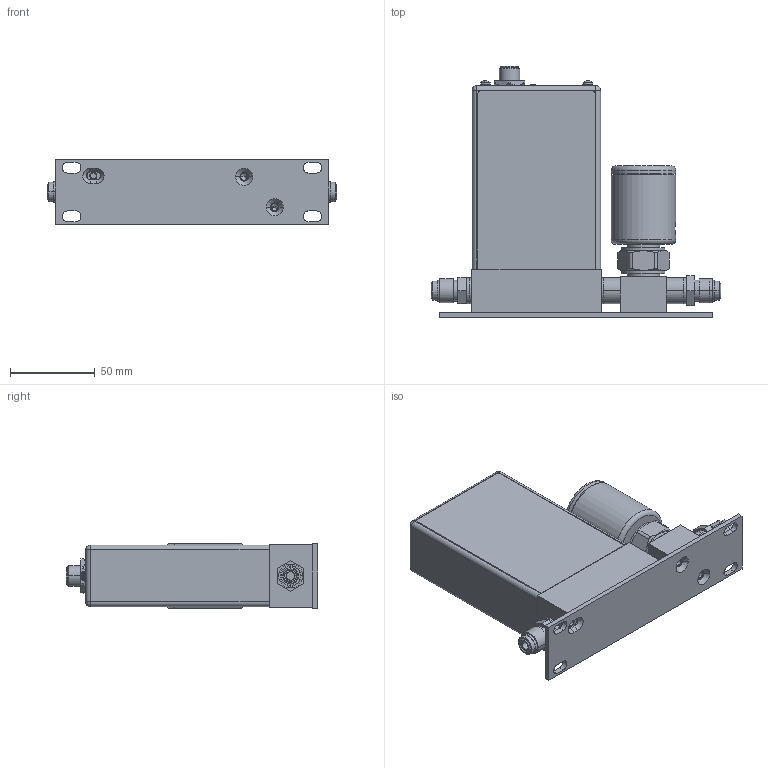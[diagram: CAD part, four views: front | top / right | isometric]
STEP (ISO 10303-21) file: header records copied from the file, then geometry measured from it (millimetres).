
FILE_DESCRIPTION((''),'2;1');
FILE_NAME('1040814_W-VALVE_DNET_ASM','2012-07-11T',('cockrofm'),('MKS Instruments, Inc.'),'PRO/ENGINEER BY PARAMETRIC TECHNOLOGY CORPORATION, 2009060','PRO/ENGINEER BY PARAMETRIC TECHNOLOGY CORPORATION, 2009060','');
FILE_SCHEMA(('CONFIG_CONTROL_DESIGN'));
Length unit declared in the file: inch
Products named in the file (30): 119000_MNTG-PLATE; 1041553_FLOWBODY_NOT-USED; 116407-P1; 120405_SOLENOID-NO-WIRES_ASM; 1041560_BRACKET; 1041561_BRACKET; 1042117_DNET_MAIN_BD; 110-8017_CONN-2POS-SINGLE; 1041767_LED; 110-0187-3-PIN-HEADER; 1041769_LED; 1038688_CONN_RJ45; 1014224_SWITCH; 1003675_SWITCH; 1032904_DNET-CONN; 072-8550_MJTP1236E; 1042118_DNET_MAIN_BD_ASM; 1042450_ENCLOSURE; 133675_DNET_CONN_NUT; 1042639_LABEL; 160-3700; 1011702-002_4-40_PAN-HD-SEMS; 160-9715; 1043970_LABEL_TOP_DNET; 117328-G1_ASM; 1040814_DNET_NO_OUTLET_FITTING_ASM; 116653-P1_FULL-VALVE; 116475_FTG-4VCR-PLUG; 116158-P2_FTTNG-SWGLCK; 1040814_W-VALVE_DNET_ASM
Assembly tree (36 placements, depth 4):
  1040814_W-VALVE_DNET_ASM
    119000_MNTG-PLATE
    1040814_DNET_NO_OUTLET_FITTING_ASM
      1041553_FLOWBODY_NOT-USED
      116407-P1
      120405_SOLENOID-NO-WIRES_ASM
      1041560_BRACKET
      1041561_BRACKET
      1042118_DNET_MAIN_BD_ASM
        1042117_DNET_MAIN_BD
        110-8017_CONN-2POS-SINGLE
        1041767_LED
        110-0187-3-PIN-HEADER
        1041769_LED
        1038688_CONN_RJ45
        1014224_SWITCH
        1003675_SWITCH  x2
        1032904_DNET-CONN
        072-8550_MJTP1236E
      1042450_ENCLOSURE
      133675_DNET_CONN_NUT
      1042639_LABEL
      160-3700  x2
      1011702-002_4-40_PAN-HD-SEMS  x5
      160-9715  x2
      1043970_LABEL_TOP_DNET
      117328-G1_ASM
    116653-P1_FULL-VALVE
    116475_FTG-4VCR-PLUG
    116158-P2_FTTNG-SWGLCK
Bounding box: 170.31 x 147.94 x 38.17 mm (x, y, z)
Volume: 217953.3 mm3; surface area: 145234.8 mm2
Topology: 32 solids, 47 shells, 1621 faces, 3958 edges, 2464 vertices
Faces by surface type: plane 764, cylinder 437, bspline 224, torus 98, cone 62, sphere 36
Entity records: 39236 total; most frequent: CARTESIAN_POINT 9280, DIRECTION 6295, ORIENTED_EDGE 5798, EDGE_CURVE 2969, AXIS2_PLACEMENT_3D 2303, VERTEX_POINT 1950, VECTOR 1689, LINE 1689
